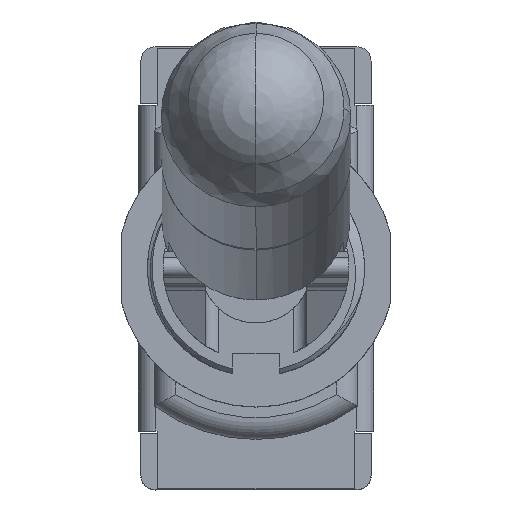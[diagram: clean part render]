
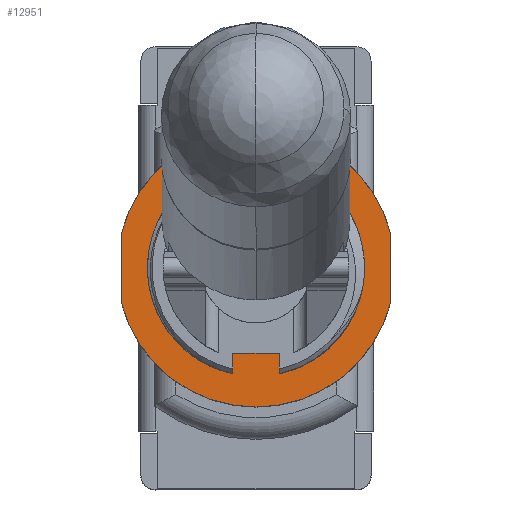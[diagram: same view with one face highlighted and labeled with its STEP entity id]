
A CAD part, top view. The second image highlights one B-rep face of the part: STEP entity #12951.
In plain terms, the highlighted planar face has unit normal (0, 0, 1).
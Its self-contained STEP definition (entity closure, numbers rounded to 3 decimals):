
#2409=CARTESIAN_POINT('',(0.673,-2.691,12.7));
#2410=VERTEX_POINT('',#2409);
#2417=CARTESIAN_POINT('',(-0.673,-2.691,12.7));
#2418=VERTEX_POINT('',#2417);
#2419=CARTESIAN_POINT('',(0.,0.,12.7));
#2420=DIRECTION('',(0.,0.,-1.0));
#2421=DIRECTION('',(-0.243,-0.97,0.));
#2422=AXIS2_PLACEMENT_3D('',#2419,#2420,#2421);
#2423=CIRCLE('',#2422,2.774);
#2424=EDGE_CURVE('',#2418,#2410,#2423,.T.);
#8486=CARTESIAN_POINT('',(-0.673,-2.451,12.7));
#8487=VERTEX_POINT('',#8486);
#8496=CARTESIAN_POINT('',(0.673,-2.451,12.7));
#8497=VERTEX_POINT('',#8496);
#8498=CARTESIAN_POINT('',(0.673,-2.451,12.7));
#8499=DIRECTION('',(-1.0,0.0,0.0));
#8500=VECTOR('',#8499,1.346);
#8501=LINE('',#8498,#8500);
#8502=EDGE_CURVE('',#8497,#8487,#8501,.T.);
#11131=CARTESIAN_POINT('',(-0.673,-2.451,12.7));
#11132=DIRECTION('',(0.0,-1.0,0.0));
#11133=VECTOR('',#11132,0.24);
#11134=LINE('',#11131,#11133);
#11135=EDGE_CURVE('',#8487,#2418,#11134,.T.);
#12859=CARTESIAN_POINT('',(0.673,-2.691,12.7));
#12860=DIRECTION('',(0.0,1.0,0.0));
#12861=VECTOR('',#12860,0.24);
#12862=LINE('',#12859,#12861);
#12863=EDGE_CURVE('',#2410,#8497,#12862,.T.);
#12878=CARTESIAN_POINT('',(-3.861,0.998,12.7));
#12879=VERTEX_POINT('',#12878);
#12896=CARTESIAN_POINT('',(-3.861,-0.998,12.7));
#12897=VERTEX_POINT('',#12896);
#12904=CARTESIAN_POINT('',(-3.861,-0.998,12.7));
#12905=DIRECTION('',(0.0,1.0,0.0));
#12906=VECTOR('',#12905,1.997);
#12907=LINE('',#12904,#12906);
#12908=EDGE_CURVE('',#12897,#12879,#12907,.T.);
#12913=CARTESIAN_POINT('',(4.247,-4.387,12.7));
#12914=DIRECTION('',(0.0,0.0,-1.0));
#12915=DIRECTION('',(1.0,0.0,0.0));
#12916=AXIS2_PLACEMENT_3D('',#12913,#12914,#12915);
#12917=PLANE('',#12916);
#12918=CARTESIAN_POINT('',(3.861,-0.998,12.7));
#12919=VERTEX_POINT('',#12918);
#12920=CARTESIAN_POINT('',(0.,0.,12.7));
#12921=DIRECTION('',(0.,0.,1.0));
#12922=DIRECTION('',(-0.968,-0.25,0.));
#12923=AXIS2_PLACEMENT_3D('',#12920,#12921,#12922);
#12924=CIRCLE('',#12923,3.988);
#12925=EDGE_CURVE('',#12897,#12919,#12924,.T.);
#12926=ORIENTED_EDGE('',*,*,#12925,.T.);
#12927=CARTESIAN_POINT('',(3.861,0.998,12.7));
#12928=VERTEX_POINT('',#12927);
#12929=CARTESIAN_POINT('',(3.861,0.998,12.7));
#12930=DIRECTION('',(0.0,-1.0,0.0));
#12931=VECTOR('',#12930,1.997);
#12932=LINE('',#12929,#12931);
#12933=EDGE_CURVE('',#12928,#12919,#12932,.T.);
#12934=ORIENTED_EDGE('',*,*,#12933,.F.);
#12935=CARTESIAN_POINT('',(0.,0.,12.7));
#12936=DIRECTION('',(0.,0.,-1.0));
#12937=DIRECTION('',(-0.968,0.25,0.));
#12938=AXIS2_PLACEMENT_3D('',#12935,#12936,#12937);
#12939=CIRCLE('',#12938,3.988);
#12940=EDGE_CURVE('',#12879,#12928,#12939,.T.);
#12941=ORIENTED_EDGE('',*,*,#12940,.F.);
#12942=ORIENTED_EDGE('',*,*,#12908,.F.);
#12943=EDGE_LOOP('',(#12926,#12934,#12941,#12942));
#12944=FACE_OUTER_BOUND('',#12943,.T.);
#12945=ORIENTED_EDGE('',*,*,#8502,.T.);
#12946=ORIENTED_EDGE('',*,*,#11135,.T.);
#12947=ORIENTED_EDGE('',*,*,#2424,.T.);
#12948=ORIENTED_EDGE('',*,*,#12863,.T.);
#12949=EDGE_LOOP('',(#12945,#12946,#12947,#12948));
#12950=FACE_BOUND('',#12949,.T.);
#12951=ADVANCED_FACE('',(#12944,#12950),#12917,.F.);
